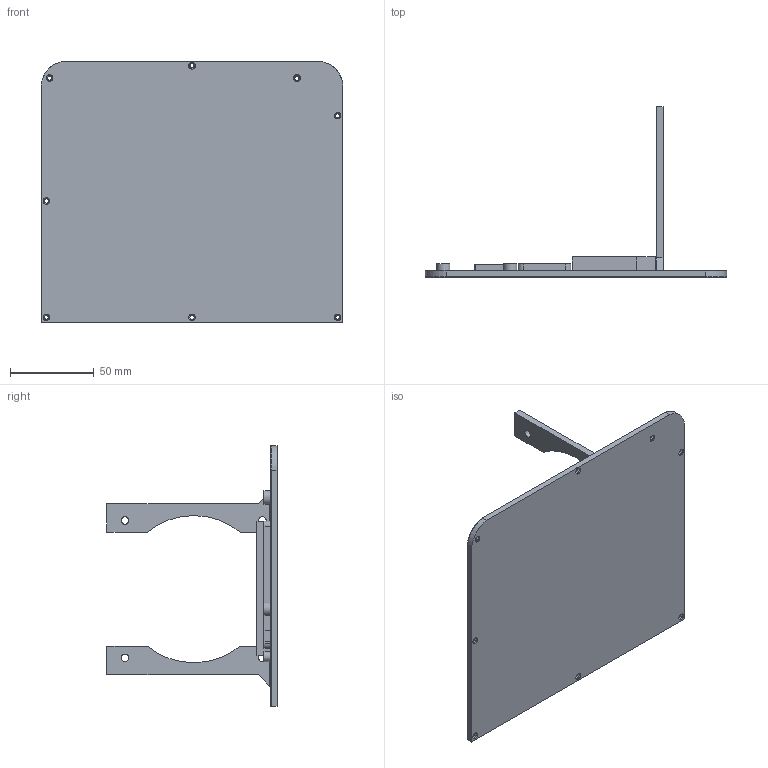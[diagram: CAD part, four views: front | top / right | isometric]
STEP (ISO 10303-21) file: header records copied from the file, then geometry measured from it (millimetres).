
FILE_DESCRIPTION(/* description */ (''),/* implementation_level */ '2;1');
FILE_NAME(/* name */ 'Base Plate.step',/* time_stamp */ '2021-07-15T00:35:03-04:00',/* author */ (''),/* organization */ (''),/* preprocessor_version */ 'ST-DEVELOPER v18.1',/* originating_system */ 'Autodesk Translation Framework v10.9.0.1377',/* authorisation */ '');
FILE_SCHEMA (('AUTOMOTIVE_DESIGN { 1 0 10303 214 3 1 1 }'));
Length unit declared in the file: millimetre
Products named in the file (1): Base Plate
Bounding box: 180 x 101.61 x 155.81 mm (x, y, z)
Volume: 158467.3 mm3; surface area: 69512.7 mm2
Topology: 1 solids, 1 shells, 115 faces, 280 edges, 180 vertices
Faces by surface type: cylinder 48, plane 45, cone 16, bspline 6
Full cylindrical faces by diameter (mm): 1.397 x2, 2.375 x6, 2.5 x8, 3.9 x8, 3.912 x2, 4.5 x4, 6 x2, 8 x4
Entity records: 3542 total; most frequent: CARTESIAN_POINT 714, DIRECTION 594, ORIENTED_EDGE 544, EDGE_CURVE 272, AXIS2_PLACEMENT_3D 218, VERTEX_POINT 180, EDGE_LOOP 160, LINE 158
